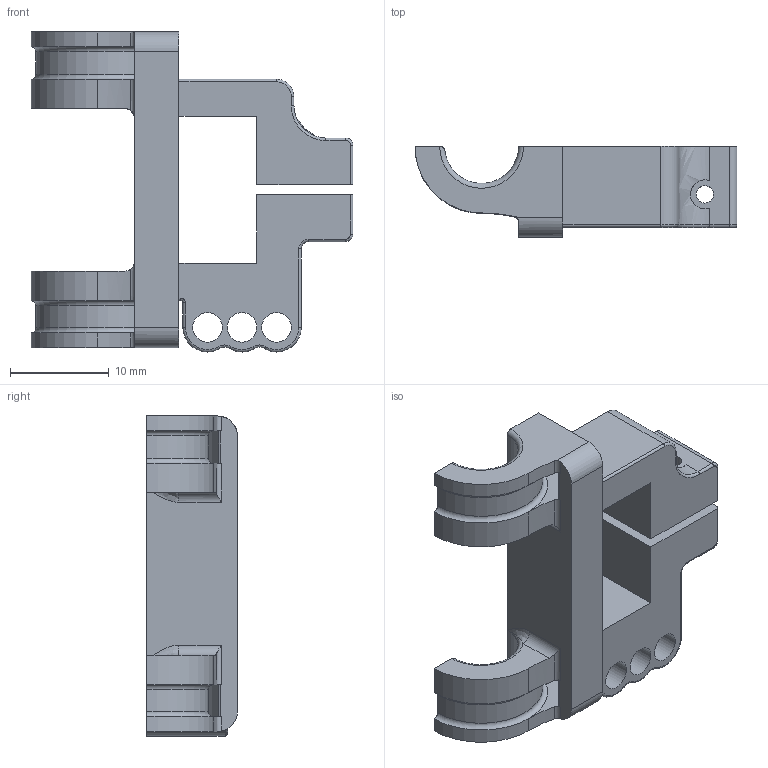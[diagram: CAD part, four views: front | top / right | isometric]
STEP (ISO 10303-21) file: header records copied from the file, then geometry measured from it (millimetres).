
FILE_DESCRIPTION(/* description */ (''),/* implementation_level */ '2;1');
FILE_NAME(/* name */ 'Imortal T mount.step',/* time_stamp */ '2025-07-31T19:15:44-04:00',/* author */ (''),/* organization */ (''),/* preprocessor_version */ 'ST-DEVELOPER v20.1',/* originating_system */ 'Autodesk Translation Framework v14.10.0.0',/* authorisation */ '');
FILE_SCHEMA (('AUTOMOTIVE_DESIGN { 1 0 10303 214 3 1 1 }'));
Length unit declared in the file: millimetre
Products named in the file (1): Imortal T mount
Bounding box: 32.65 x 9.2 x 32.45 mm (x, y, z)
Volume: 3667.5 mm3; surface area: 3164.5 mm2
Topology: 1 solids, 1 shells, 108 faces, 302 edges, 190 vertices
Faces by surface type: cylinder 53, plane 33, torus 18, bspline 4
Full cylindrical faces by diameter (mm): 1.75 x1, 3 x3, 3.2 x1
Entity records: 3795 total; most frequent: CARTESIAN_POINT 912, DIRECTION 621, ORIENTED_EDGE 600, EDGE_CURVE 300, AXIS2_PLACEMENT_3D 236, VERTEX_POINT 190, LINE 149, VECTOR 149
